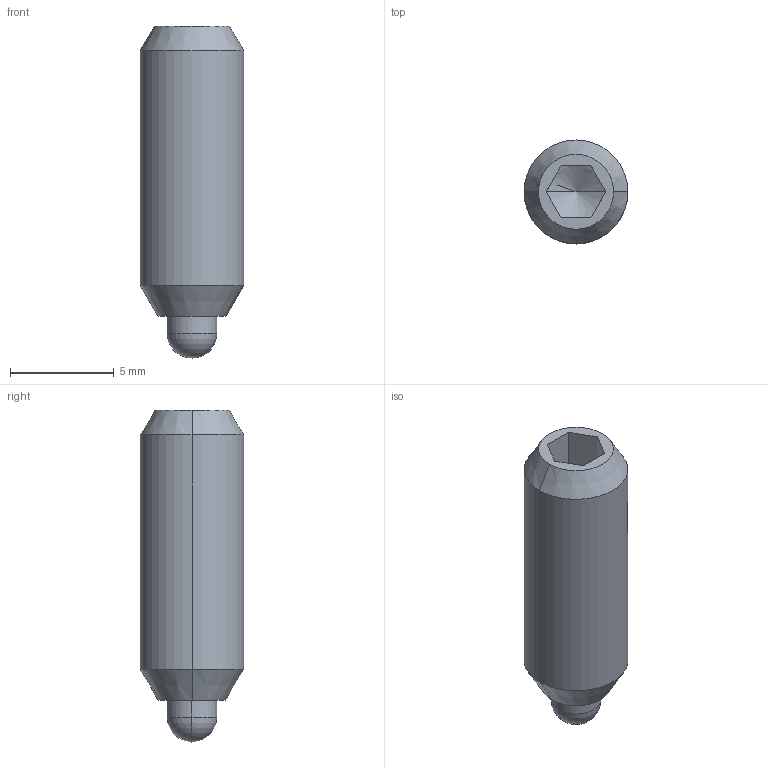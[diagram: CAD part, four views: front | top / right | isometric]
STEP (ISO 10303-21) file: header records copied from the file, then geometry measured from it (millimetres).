
FILE_DESCRIPTION(('STEP AP214'),'1');
FILE_NAME(' ',' ',('TraceParts'),('TraceParts S.A.'),'XStep 1.0',' ',' ');
FILE_SCHEMA(('automotive_design'));
Length unit declared in the file: millimetre
Products named in the file (2): 1; 2
Bounding box: 5 x 5 x 16 mm (x, y, z)
Volume: 251.5 mm3; surface area: 355.8 mm2
Topology: 2 solids, 2 shells, 29 faces, 62 edges, 36 vertices
Faces by surface type: plane 11, cylinder 8, cone 8, sphere 2
Entity records: 1495 total; most frequent: DIRECTION 138, CARTESIAN_POINT 137, STYLED_ITEM 125, PRESENTATION_STYLE_ASSIGNMENT 125, COLOUR_RGB 125, ORIENTED_EDGE 116, EDGE_CURVE 58, CURVE_STYLE 58
